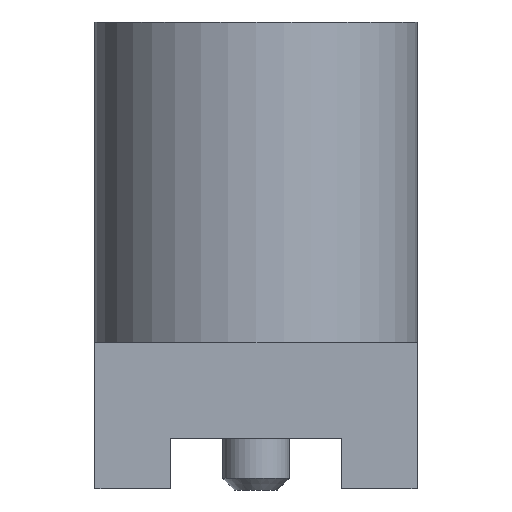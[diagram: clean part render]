
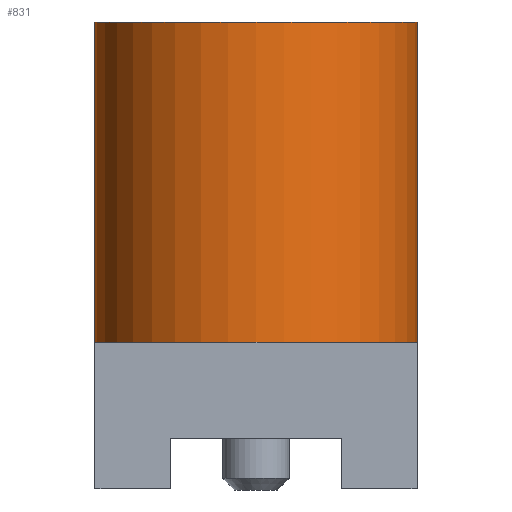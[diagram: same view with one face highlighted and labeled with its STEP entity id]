
A CAD part, front view. The second image highlights one B-rep face of the part: STEP entity #831.
In plain terms, the highlighted cylindrical face has radius 1.725 mm (diameter 3.45 mm), a full revolution.
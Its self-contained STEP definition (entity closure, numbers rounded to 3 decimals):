
#36=LINE('',#1246,#114);
#114=VECTOR('',#992,1.725);
#192=CYLINDRICAL_SURFACE('',#897,1.725);
#209=FACE_OUTER_BOUND('',#260,.T.);
#260=EDGE_LOOP('',(#554,#555,#556,#557,#558,#559,#560));
#313=CIRCLE('',#895,1.725);
#315=CIRCLE('',#898,1.725);
#316=CIRCLE('',#899,1.725);
#317=CIRCLE('',#900,1.725);
#318=CIRCLE('',#901,1.725);
#347=VERTEX_POINT('',#1240);
#349=VERTEX_POINT('',#1245);
#350=VERTEX_POINT('',#1247);
#351=VERTEX_POINT('',#1249);
#352=VERTEX_POINT('',#1251);
#428=EDGE_CURVE('',#347,#347,#313,.T.);
#430=EDGE_CURVE('',#347,#349,#36,.T.);
#431=EDGE_CURVE('',#350,#349,#315,.T.);
#432=EDGE_CURVE('',#351,#350,#316,.T.);
#433=EDGE_CURVE('',#352,#351,#317,.T.);
#434=EDGE_CURVE('',#349,#352,#318,.T.);
#554=ORIENTED_EDGE('',*,*,#428,.F.);
#555=ORIENTED_EDGE('',*,*,#430,.T.);
#556=ORIENTED_EDGE('',*,*,#431,.F.);
#557=ORIENTED_EDGE('',*,*,#432,.F.);
#558=ORIENTED_EDGE('',*,*,#433,.F.);
#559=ORIENTED_EDGE('',*,*,#434,.F.);
#560=ORIENTED_EDGE('',*,*,#430,.F.);
#831=ADVANCED_FACE('',(#209),#192,.T.);
#895=AXIS2_PLACEMENT_3D('',#1241,#986,#987);
#897=AXIS2_PLACEMENT_3D('',#1244,#990,#991);
#898=AXIS2_PLACEMENT_3D('',#1248,#993,#994);
#899=AXIS2_PLACEMENT_3D('',#1250,#995,#996);
#900=AXIS2_PLACEMENT_3D('',#1252,#997,#998);
#901=AXIS2_PLACEMENT_3D('',#1253,#999,#1000);
#986=DIRECTION('center_axis',(0.,0.,1.));
#987=DIRECTION('ref_axis',(0.,1.,0.));
#990=DIRECTION('center_axis',(0.,0.,1.));
#991=DIRECTION('ref_axis',(0.,-1.,0.));
#992=DIRECTION('',(0.,0.,-1.));
#993=DIRECTION('center_axis',(0.,0.,-1.));
#994=DIRECTION('ref_axis',(-1.,0.,0.));
#995=DIRECTION('center_axis',(0.,0.,-1.));
#996=DIRECTION('ref_axis',(0.,-1.,0.));
#997=DIRECTION('center_axis',(0.,0.,-1.));
#998=DIRECTION('ref_axis',(1.,0.,0.));
#999=DIRECTION('center_axis',(0.,0.,-1.));
#1000=DIRECTION('ref_axis',(0.,1.,0.));
#1240=CARTESIAN_POINT('',(0.,1.725,0.001));
#1241=CARTESIAN_POINT('Origin',(0.,0.,0.001));
#1244=CARTESIAN_POINT('Origin',(0.,0.,0.));
#1245=CARTESIAN_POINT('',(0.,1.725,-3.429));
#1246=CARTESIAN_POINT('',(0.,1.725,0.));
#1247=CARTESIAN_POINT('',(-1.725,0.,-3.429));
#1248=CARTESIAN_POINT('Origin',(0.,0.,-3.429));
#1249=CARTESIAN_POINT('',(0.,-1.725,-3.429));
#1250=CARTESIAN_POINT('Origin',(0.,0.,-3.429));
#1251=CARTESIAN_POINT('',(1.725,0.,-3.429));
#1252=CARTESIAN_POINT('Origin',(0.,0.,-3.429));
#1253=CARTESIAN_POINT('Origin',(0.,0.,-3.429));
